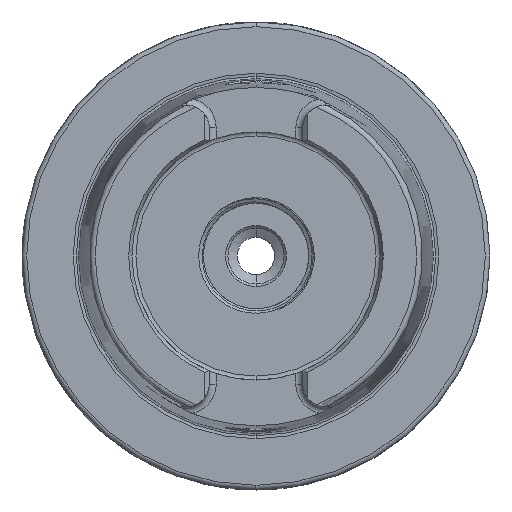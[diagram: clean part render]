
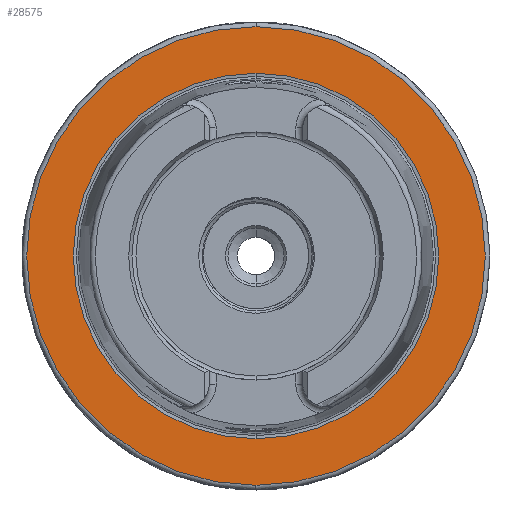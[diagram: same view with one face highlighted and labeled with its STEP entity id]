
A CAD part, left-side view. The second image highlights one B-rep face of the part: STEP entity #28575.
In plain terms, the highlighted planar face has unit normal (-1, 0, 0).
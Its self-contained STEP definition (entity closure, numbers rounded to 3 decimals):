
#812 = PLANE ( 'NONE',  #24585 ) ;
#813 = DIRECTION ( 'NONE',  ( -1., 0., 0. ) ) ;
#814 = DIRECTION ( 'NONE',  ( 0., 0., 1. ) ) ;
#859 = CARTESIAN_POINT ( 'NONE',  ( 0., 39.054, 0. ) ) ;
#6662 = EDGE_LOOP ( 'NONE', ( #20900, #20876 ) ) ;
#6750 = EDGE_LOOP ( 'NONE', ( #20649, #20891 ) ) ;
#7145 = DIRECTION ( 'NONE',  ( 1., 0., 0. ) ) ;
#7154 = DIRECTION ( 'NONE',  ( 0., 0., -1. ) ) ;
#7199 = CARTESIAN_POINT ( 'NONE',  ( 0., 0., 0. ) ) ;
#7328 = DIRECTION ( 'NONE',  ( -1., 0., 0. ) ) ;
#7338 = DIRECTION ( 'NONE',  ( 0., 0., 1. ) ) ;
#7382 = CARTESIAN_POINT ( 'NONE',  ( 0., 0., 0. ) ) ;
#8481 = CIRCLE ( 'NONE', #24749, 39.054 ) ;
#8644 = CIRCLE ( 'NONE', #24786, 39.054 ) ;
#8707 = CIRCLE ( 'NONE', #24816, 49. ) ;
#8760 = CIRCLE ( 'NONE', #24842, 49. ) ;
#8844 = EDGE_CURVE ( 'NONE', #14258, #14254, #8481, .T. ) ;
#12038 = DIRECTION ( 'NONE',  ( 0., 0., -1. ) ) ;
#12044 = DIRECTION ( 'NONE',  ( 1., 0., 0. ) ) ;
#12045 = CARTESIAN_POINT ( 'NONE',  ( 0., 0., 39.054 ) ) ;
#12073 = CARTESIAN_POINT ( 'NONE',  ( 0., 0., -39.054 ) ) ;
#12075 = CARTESIAN_POINT ( 'NONE',  ( 0., 0., 0. ) ) ;
#12102 = CARTESIAN_POINT ( 'NONE',  ( 0., 0., 49. ) ) ;
#12132 = CARTESIAN_POINT ( 'NONE',  ( 0., 0., -49. ) ) ;
#14254 = VERTEX_POINT ( 'NONE', #12045 ) ;
#14258 = VERTEX_POINT ( 'NONE', #12073 ) ;
#14278 = VERTEX_POINT ( 'NONE', #12132 ) ;
#14294 = VERTEX_POINT ( 'NONE', #12102 ) ;
#14674 = FACE_BOUND ( 'NONE', #6662, .T. ) ;
#14693 = FACE_OUTER_BOUND ( 'NONE', #6750, .T. ) ;
#20649 = ORIENTED_EDGE ( 'NONE', *, *, #23871, .T. ) ;
#20876 = ORIENTED_EDGE ( 'NONE', *, *, #8844, .T. ) ;
#20891 = ORIENTED_EDGE ( 'NONE', *, *, #26982, .T. ) ;
#20900 = ORIENTED_EDGE ( 'NONE', *, *, #23835, .T. ) ;
#23835 = EDGE_CURVE ( 'NONE', #14254, #14258, #8644, .T. ) ;
#23871 = EDGE_CURVE ( 'NONE', #14294, #14278, #8707, .T. ) ;
#24585 = AXIS2_PLACEMENT_3D ( 'NONE', #859, #813, #814 ) ;
#24749 = AXIS2_PLACEMENT_3D ( 'NONE', #12075, #12044, #12038 ) ;
#24786 = AXIS2_PLACEMENT_3D ( 'NONE', #7199, #7145, #7154 ) ;
#24816 = AXIS2_PLACEMENT_3D ( 'NONE', #7382, #7328, #7338 ) ;
#24842 = AXIS2_PLACEMENT_3D ( 'NONE', #25946, #26158, #26063 ) ;
#25946 = CARTESIAN_POINT ( 'NONE',  ( 0., 0., 0. ) ) ;
#26063 = DIRECTION ( 'NONE',  ( 0., 0., 1. ) ) ;
#26158 = DIRECTION ( 'NONE',  ( -1., 0., 0. ) ) ;
#26982 = EDGE_CURVE ( 'NONE', #14278, #14294, #8760, .T. ) ;
#28575 = ADVANCED_FACE ( 'NONE', ( #14693, #14674 ), #812, .T. ) ;
